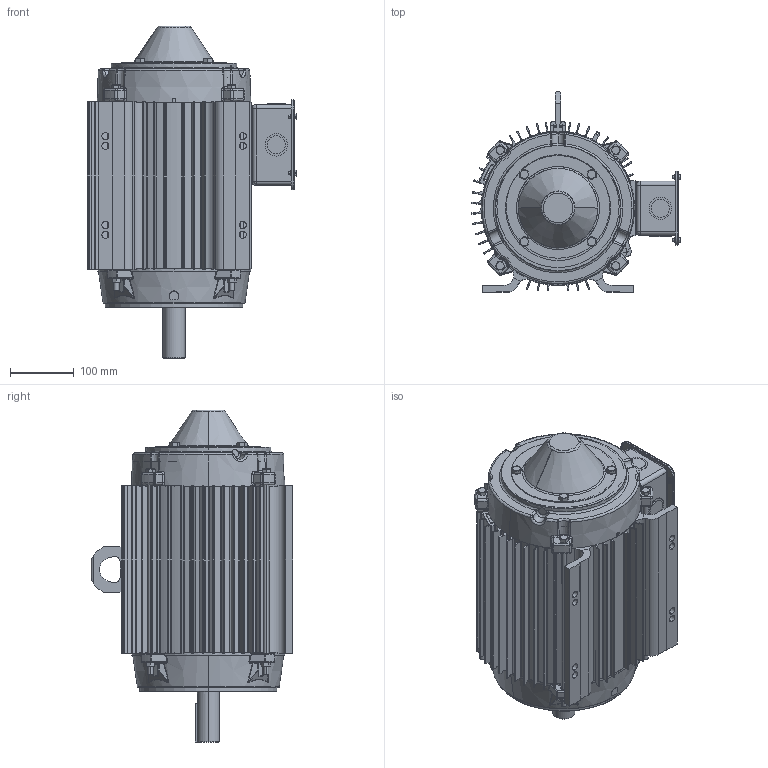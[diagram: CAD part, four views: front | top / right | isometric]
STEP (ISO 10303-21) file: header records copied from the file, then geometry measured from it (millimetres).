
FILE_DESCRIPTION (( 'STEP AP214' ), '1' );
FILE_NAME ('SS330105-1025_RevA.S r1a Ext1 C R1C motor WITH Rear Cover 1.STEP', '2022-01-25T22:00:09', ( '' ), ( '' ), 'SwSTEP 2.0', 'SolidWorks 2017', '' );
FILE_SCHEMA (( 'AUTOMOTIVE_DESIGN' ));
Length unit declared in the file: inch
Products named in the file (1): SS330105-1025_RevA.S r1a Ext1 C R1C motor WITH Rear Cover 1
Bounding box: 329.1 x 316.37 x 521.76 mm (x, y, z)
Volume: 6406815.2 mm3; surface area: 1687644.6 mm2
Topology: 28 solids, 28 shells, 3679 faces, 9603 edges, 5845 vertices
Faces by surface type: bspline 1170, cylinder 1028, plane 995, cone 486
Entity records: 158794 total; most frequent: CARTESIAN_POINT 77188, ORIENTED_EDGE 18796, DIRECTION 15062, EDGE_CURVE 9398, AXIS2_PLACEMENT_3D 5982, VERTEX_POINT 5845, EDGE_LOOP 3875, ADVANCED_FACE 3679
